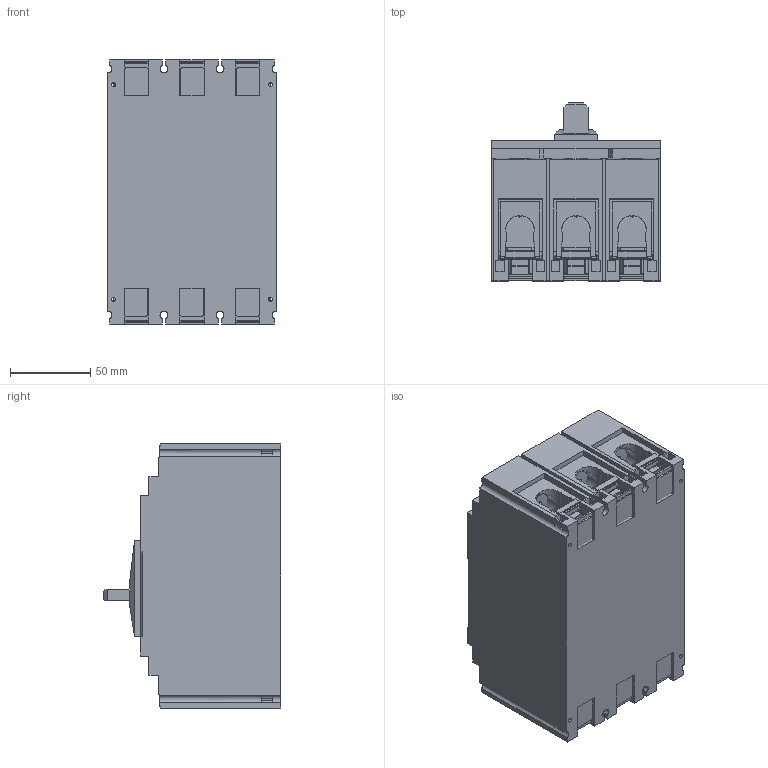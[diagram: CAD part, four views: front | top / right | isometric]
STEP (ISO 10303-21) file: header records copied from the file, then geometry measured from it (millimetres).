
FILE_DESCRIPTION(/* description */ (''),/* implementation_level */ '2;1');
FILE_NAME(/* name */ 'FILE_STP_CAD_DRAWING_3D_P5ME3PH100UL_prt.stp',/* time_stamp */ '2025-04-04T10:36:11+02:00',/* author */ (''),/* organization */ (''),/* preprocessor_version */ 'ST-DEVELOPER v16.7',/* originating_system */ 'SIEMENS PLM Software NX 12.0',/* authorisation */ '');
FILE_SCHEMA (('AUTOMOTIVE_DESIGN { 1 0 10303 214 3 1 1 1 }'));
Length unit declared in the file: millimetre
Products named in the file (1): 3D_P5ME3PH100UL
Bounding box: 105 x 111.16 x 165 mm (x, y, z)
Surface area: 150208.3 mm2 (no closed solid volume)
Topology: 0 solids, 366 shells, 878 faces, 4342 edges, 3779 vertices
Faces by surface type: plane 458, cylinder 294, torus 42, cone 38, sphere 24, bspline 22
Entity records: 52403 total; most frequent: CARTESIAN_POINT 20190, ORIENTED_EDGE 5306, DIRECTION 4582, EDGE_CURVE 4312, VERTEX_POINT 3778, B_SPLINE_CURVE_WITH_KNOTS 2276, AXIS2_PLACEMENT_3D 1701, LINE 1180
